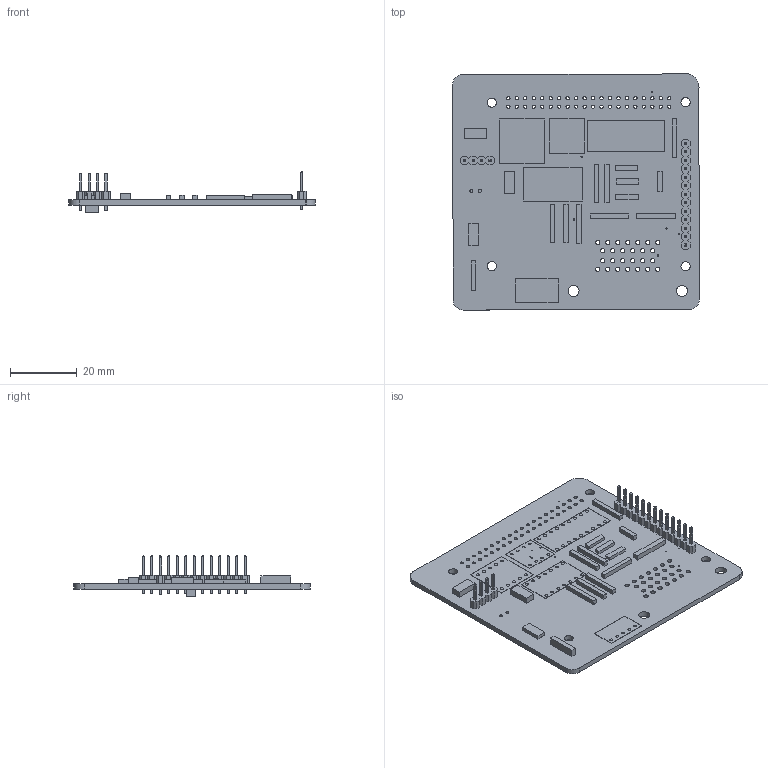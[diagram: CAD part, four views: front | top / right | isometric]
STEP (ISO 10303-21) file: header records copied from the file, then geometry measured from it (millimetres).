
FILE_DESCRIPTION(/* description */ (''),/* implementation_level */ '2;1');
FILE_NAME(/* name */ 'all_scheme v3.step',/* time_stamp */ '2021-12-10T01:53:51+01:00',/* author */ (''),/* organization */ (''),/* preprocessor_version */ 'ST-DEVELOPER v18.1',/* originating_system */ 'Autodesk Translation Framework v10.10.0.1391',/* authorisation */ '');
FILE_SCHEMA (('AUTOMOTIVE_DESIGN { 1 0 10303 214 3 1 1 }'));
Length unit declared in the file: millimetre
Products named in the file (18): all_scheme; Board; Packages; DIP254P762X432-18; DIP787W46P254L927H533Q8; DIP14-2.54-17.24X6.35MM; 5V_VOLTAGE_REGULATOR; C5B2.5; MA03-1; HC49/S; DO41-10; LEVEL-SHIFTER-4CH; 0204/7; 0207/10; JP1; 1X04; 1X13; TL3XPO
Assembly tree (26 placements, depth 3):
  all_scheme
    Board
    Packages
      DIP254P762X432-18
      DIP787W46P254L927H533Q8
      DIP14-2.54-17.24X6.35MM
      5V_VOLTAGE_REGULATOR
      C5B2.5  x3
      MA03-1  x2
      HC49/S
      DO41-10
      LEVEL-SHIFTER-4CH
      0204/7
      0207/10  x7
      JP1
      1X04
      1X13
      TL3XPO
Bounding box: 73.88 x 70.8 x 12.37 mm (x, y, z)
Volume: 8631.7 mm3; surface area: 14894.4 mm2
Topology: 25 solids, 25 shells, 756 faces, 1880 edges, 1208 vertices
Faces by surface type: plane 560, cylinder 196
Full cylindrical faces by diameter (mm): 0.35 x11, 0.8 x8, 0.813 x24, 0.889 x14, 0.9 x5, 0.914 x2, 0.991 x18, 1 x50, 1.016 x23, 1.1 x3, 1.118 x2, 1.3 x26, 2.75 x4, 3.3 x2
Entity records: 22469 total; most frequent: DIRECTION 3658, CARTESIAN_POINT 3655, ORIENTED_EDGE 3544, EDGE_CURVE 1772, LINE 1380, VECTOR 1380, AXIS2_PLACEMENT_3D 1139, VERTEX_POINT 1136
